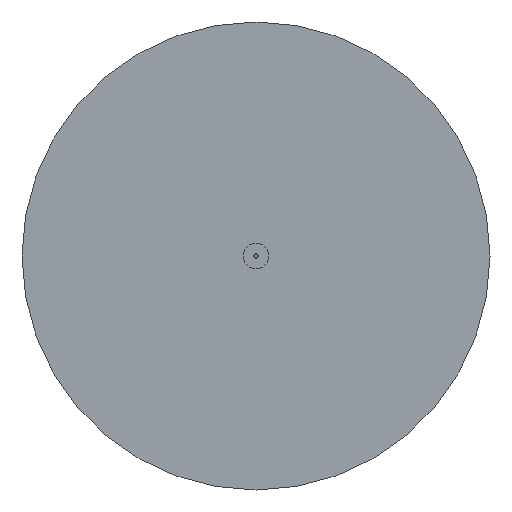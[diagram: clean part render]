
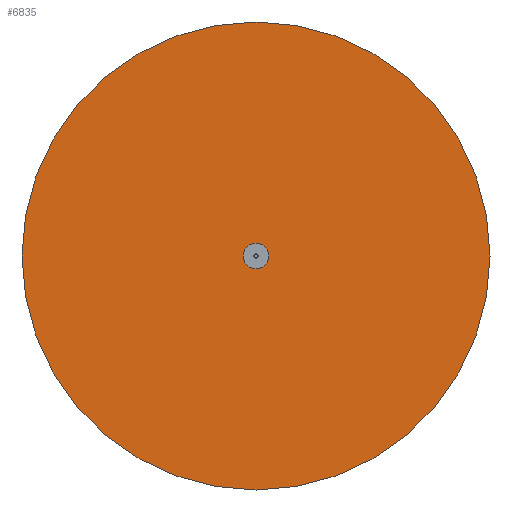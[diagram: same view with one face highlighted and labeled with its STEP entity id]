
A CAD part, front view. The second image highlights one B-rep face of the part: STEP entity #6835.
In plain terms, the highlighted planar face has unit normal (0, -1, 0).
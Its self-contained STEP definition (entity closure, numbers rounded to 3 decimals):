
#178 = VERTEX_POINT ( 'NONE', #7386 ) ;
#199 = DIRECTION ( 'NONE',  ( 0., 1., 0. ) ) ;
#348 = VERTEX_POINT ( 'NONE', #614 ) ;
#395 = EDGE_LOOP ( 'NONE', ( #8709, #4382 ) ) ;
#399 = EDGE_LOOP ( 'NONE', ( #829, #4447 ) ) ;
#400 = AXIS2_PLACEMENT_3D ( 'NONE', #1507, #4801, #6982 ) ;
#614 = CARTESIAN_POINT ( 'NONE',  ( -6.7, 0., 0. ) ) ;
#745 = CIRCLE ( 'NONE', #2290, 6.7 ) ;
#829 = ORIENTED_EDGE ( 'NONE', *, *, #8588, .T. ) ;
#1265 = DIRECTION ( 'NONE',  ( -1., 0., 0. ) ) ;
#1507 = CARTESIAN_POINT ( 'NONE',  ( 0., 0., 0. ) ) ;
#1871 = DIRECTION ( 'NONE',  ( 0., 1., 0. ) ) ;
#1918 = CARTESIAN_POINT ( 'NONE',  ( 0., 0., 0. ) ) ;
#2132 = AXIS2_PLACEMENT_3D ( 'NONE', #3691, #7928, #1265 ) ;
#2290 = AXIS2_PLACEMENT_3D ( 'NONE', #3162, #199, #7545 ) ;
#2423 = FACE_OUTER_BOUND ( 'NONE', #395, .T. ) ;
#3115 = EDGE_CURVE ( 'NONE', #7155, #6342, #9124, .T. ) ;
#3162 = CARTESIAN_POINT ( 'NONE',  ( 0., 0., 0. ) ) ;
#3691 = CARTESIAN_POINT ( 'NONE',  ( 0., 0., 0. ) ) ;
#4382 = ORIENTED_EDGE ( 'NONE', *, *, #3115, .F. ) ;
#4447 = ORIENTED_EDGE ( 'NONE', *, *, #9275, .T. ) ;
#4801 = DIRECTION ( 'NONE',  ( 0., 1., 0. ) ) ;
#4837 = DIRECTION ( 'NONE',  ( -1., 0., 0. ) ) ;
#5227 = CARTESIAN_POINT ( 'NONE',  ( -275., 0., 0. ) ) ;
#5983 = DIRECTION ( 'NONE',  ( -1., 0., 0. ) ) ;
#6181 = AXIS2_PLACEMENT_3D ( 'NONE', #8850, #6710, #5983 ) ;
#6342 = VERTEX_POINT ( 'NONE', #8430 ) ;
#6595 = CIRCLE ( 'NONE', #8917, 275. ) ;
#6710 = DIRECTION ( 'NONE',  ( 0., 1., 0. ) ) ;
#6835 = ADVANCED_FACE ( 'NONE', ( #2423, #8165 ), #7441, .F. ) ;
#6982 = DIRECTION ( 'NONE',  ( 1., 0., 0. ) ) ;
#7155 = VERTEX_POINT ( 'NONE', #5227 ) ;
#7386 = CARTESIAN_POINT ( 'NONE',  ( 6.7, 0., 0. ) ) ;
#7441 = PLANE ( 'NONE',  #400 ) ;
#7499 = EDGE_CURVE ( 'NONE', #6342, #7155, #6595, .T. ) ;
#7545 = DIRECTION ( 'NONE',  ( -1., 0., 0. ) ) ;
#7928 = DIRECTION ( 'NONE',  ( 0., 1., 0. ) ) ;
#8165 = FACE_BOUND ( 'NONE', #399, .T. ) ;
#8430 = CARTESIAN_POINT ( 'NONE',  ( 275., 0., 0. ) ) ;
#8588 = EDGE_CURVE ( 'NONE', #178, #348, #9079, .T. ) ;
#8709 = ORIENTED_EDGE ( 'NONE', *, *, #7499, .F. ) ;
#8850 = CARTESIAN_POINT ( 'NONE',  ( 0., 0., 0. ) ) ;
#8917 = AXIS2_PLACEMENT_3D ( 'NONE', #1918, #1871, #4837 ) ;
#9079 = CIRCLE ( 'NONE', #2132, 6.7 ) ;
#9124 = CIRCLE ( 'NONE', #6181, 275. ) ;
#9275 = EDGE_CURVE ( 'NONE', #348, #178, #745, .T. ) ;
